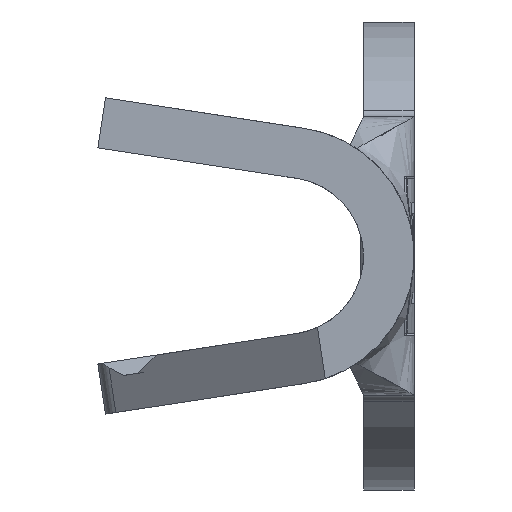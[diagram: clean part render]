
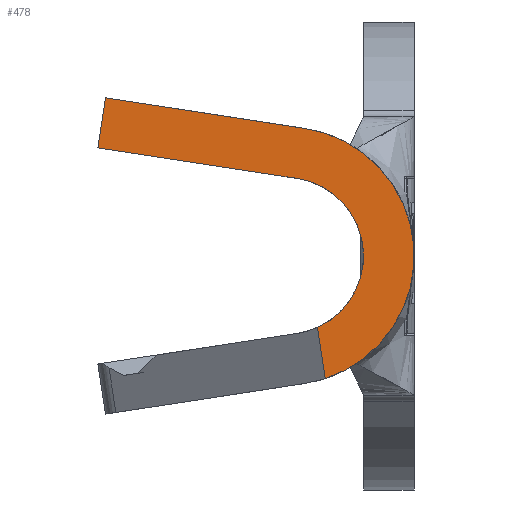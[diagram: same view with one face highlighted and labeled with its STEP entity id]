
A CAD part, left-side view. The second image highlights one B-rep face of the part: STEP entity #478.
In plain terms, the highlighted planar face has unit normal (-1, 0, 0).
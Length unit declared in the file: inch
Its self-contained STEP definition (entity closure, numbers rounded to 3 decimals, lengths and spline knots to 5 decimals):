
#31 = DIRECTION ( 'NONE',  ( 1., 0., 0. ) ) ;
#50 = CARTESIAN_POINT ( 'NONE',  ( -0.345, 0.051, 0. ) ) ;
#102 = EDGE_CURVE ( 'NONE', #2904, #4220, #381, .T. ) ;
#103 = DIRECTION ( 'NONE',  ( 0., -0.988, -0.152 ) ) ;
#202 = VERTEX_POINT ( 'NONE', #2572 ) ;
#278 = EDGE_CURVE ( 'NONE', #202, #1599, #432, .T. ) ;
#322 = AXIS2_PLACEMENT_3D ( 'NONE', #50, #31, #642 ) ;
#366 = CARTESIAN_POINT ( 'NONE',  ( -0.345, 0.125, 0.04273 ) ) ;
#370 = DIRECTION ( 'NONE',  ( 0., 0., -1. ) ) ;
#381 = LINE ( 'NONE', #3711, #1363 ) ;
#385 = DIRECTION ( 'NONE',  ( 0., 0.988, 0.152 ) ) ;
#394 = DIRECTION ( 'NONE',  ( 1., 0., 0. ) ) ;
#406 = CARTESIAN_POINT ( 'NONE',  ( -0.345, 0.051, 0. ) ) ;
#432 = LINE ( 'NONE', #2182, #3362 ) ;
#470 = PLANE ( 'NONE',  #532 ) ;
#478 = ADVANCED_FACE ( 'NONE', ( #1002 ), #470, .F. ) ;
#517 = CARTESIAN_POINT ( 'NONE',  ( -0.345, 0.04629, 0.03064 ) ) ;
#532 = AXIS2_PLACEMENT_3D ( 'NONE', #406, #394, #370 ) ;
#544 = CARTESIAN_POINT ( 'NONE',  ( -0.345, 0.125, 0.04273 ) ) ;
#642 = DIRECTION ( 'NONE',  ( 0., 0., -1. ) ) ;
#672 = ORIENTED_EDGE ( 'NONE', *, *, #2291, .F. ) ;
#834 = VERTEX_POINT ( 'NONE', #544 ) ;
#914 = ORIENTED_EDGE ( 'NONE', *, *, #102, .F. ) ;
#1002 = FACE_OUTER_BOUND ( 'NONE', #4287, .T. ) ;
#1121 = ORIENTED_EDGE ( 'NONE', *, *, #1864, .F. ) ;
#1323 = CIRCLE ( 'NONE', #322, 0.051 ) ;
#1363 = VECTOR ( 'NONE', #103, 39.37008 ) ;
#1426 = CARTESIAN_POINT ( 'NONE',  ( -0.345, 0.12196, 0.0625 ) ) ;
#1463 = EDGE_CURVE ( 'NONE', #834, #2904, #1682, .T. ) ;
#1493 = ORIENTED_EDGE ( 'NONE', *, *, #3301, .F. ) ;
#1599 = VERTEX_POINT ( 'NONE', #3721 ) ;
#1622 = AXIS2_PLACEMENT_3D ( 'NONE', #3925, #3728, #3797 ) ;
#1682 = LINE ( 'NONE', #366, #4299 ) ;
#1864 = EDGE_CURVE ( 'NONE', #4220, #1599, #1323, .T. ) ;
#2074 = CIRCLE ( 'NONE', #1622, 0.031 ) ;
#2082 = LINE ( 'NONE', #517, #3575 ) ;
#2182 = CARTESIAN_POINT ( 'NONE',  ( -0.345, 0.03958, -0.01949 ) ) ;
#2192 = DIRECTION ( 'NONE',  ( 0., -0.152, -0.988 ) ) ;
#2291 = EDGE_CURVE ( 'NONE', #2571, #834, #2082, .T. ) ;
#2298 = CARTESIAN_POINT ( 'NONE',  ( -0.345, 0.04326, 0.05041 ) ) ;
#2571 = VERTEX_POINT ( 'NONE', #3442 ) ;
#2572 = CARTESIAN_POINT ( 'NONE',  ( -0.345, 0.03824, -0.02825 ) ) ;
#2617 = ORIENTED_EDGE ( 'NONE', *, *, #278, .T. ) ;
#2904 = VERTEX_POINT ( 'NONE', #1426 ) ;
#2921 = ORIENTED_EDGE ( 'NONE', *, *, #1463, .F. ) ;
#3301 = EDGE_CURVE ( 'NONE', #202, #2571, #2074, .T. ) ;
#3362 = VECTOR ( 'NONE', #2192, 39.37008 ) ;
#3442 = CARTESIAN_POINT ( 'NONE',  ( -0.345, 0.04629, 0.03064 ) ) ;
#3575 = VECTOR ( 'NONE', #385, 39.37008 ) ;
#3641 = DIRECTION ( 'NONE',  ( 0., -0.152, 0.988 ) ) ;
#3711 = CARTESIAN_POINT ( 'NONE',  ( -0.345, 0.04326, 0.05041 ) ) ;
#3721 = CARTESIAN_POINT ( 'NONE',  ( -0.345, 0.03513, -0.04847 ) ) ;
#3728 = DIRECTION ( 'NONE',  ( -1., 0., 0. ) ) ;
#3797 = DIRECTION ( 'NONE',  ( 0., 0., -1. ) ) ;
#3925 = CARTESIAN_POINT ( 'NONE',  ( -0.345, 0.051, 0. ) ) ;
#4220 = VERTEX_POINT ( 'NONE', #2298 ) ;
#4287 = EDGE_LOOP ( 'NONE', ( #1493, #2617, #1121, #914, #2921, #672 ) ) ;
#4299 = VECTOR ( 'NONE', #3641, 39.37008 ) ;
